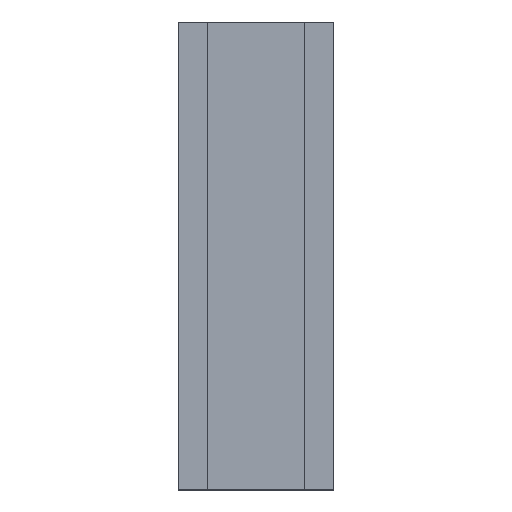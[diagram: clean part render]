
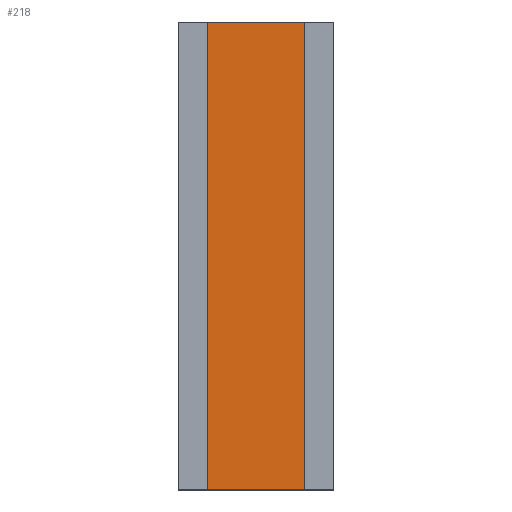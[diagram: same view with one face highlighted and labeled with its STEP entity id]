
A CAD part, top view. The second image highlights one B-rep face of the part: STEP entity #218.
In plain terms, the highlighted planar face has unit normal (0, 0, 1).
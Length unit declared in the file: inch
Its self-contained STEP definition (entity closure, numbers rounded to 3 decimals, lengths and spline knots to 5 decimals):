
#150=CARTESIAN_POINT('',(8.4094,4.94119,0.282));
#151=VERTEX_POINT('',#150);
#158=CARTESIAN_POINT('',(8.4094,-1.05881,0.282));
#159=VERTEX_POINT('',#158);
#160=CARTESIAN_POINT('',(8.4094,1.94119,0.282));
#161=DIRECTION('',(0.,1.,0.));
#162=VECTOR('',#161,1.);
#163=LINE('',#160,#162);
#164=EDGE_CURVE('',#159,#151,#163,.T.);
#188=CARTESIAN_POINT('',(7.1594,4.94119,0.282));
#189=VERTEX_POINT('',#188);
#190=CARTESIAN_POINT('',(8.4094,4.94119,0.282));
#191=DIRECTION('',(-1.,0.,0.));
#192=VECTOR('',#191,1.);
#193=LINE('',#190,#192);
#194=EDGE_CURVE('',#151,#189,#193,.T.);
#195=ORIENTED_EDGE('',*,*,#194,.T.);
#196=CARTESIAN_POINT('',(7.1594,-1.05881,0.282));
#197=VERTEX_POINT('',#196);
#198=CARTESIAN_POINT('',(7.1594,1.94119,0.282));
#199=DIRECTION('',(0.,-1.,0.));
#200=VECTOR('',#199,1.);
#201=LINE('',#198,#200);
#202=EDGE_CURVE('',#189,#197,#201,.T.);
#203=ORIENTED_EDGE('',*,*,#202,.T.);
#204=CARTESIAN_POINT('',(8.4094,-1.05881,0.282));
#205=DIRECTION('',(1.,0.,0.));
#206=VECTOR('',#205,1.);
#207=LINE('',#204,#206);
#208=EDGE_CURVE('',#197,#159,#207,.T.);
#209=ORIENTED_EDGE('',*,*,#208,.T.);
#210=ORIENTED_EDGE('',*,*,#164,.T.);
#211=EDGE_LOOP('',(#195,#203,#209,#210));
#212=FACE_OUTER_BOUND('',#211,.T.);
#213=CARTESIAN_POINT('',(7.7844,1.94119,0.282));
#214=DIRECTION('',(0.,0.,1.));
#215=DIRECTION('',(1.,0.,0.));
#216=AXIS2_PLACEMENT_3D('',#213,#214,#215);
#217=PLANE('',#216);
#218=ADVANCED_FACE('',(#212),#217,.T.);
